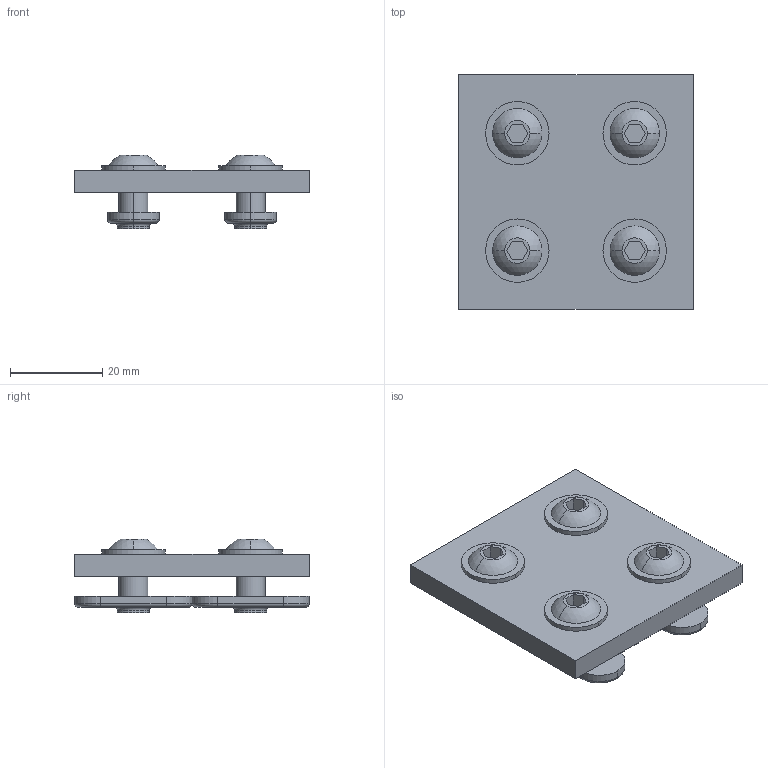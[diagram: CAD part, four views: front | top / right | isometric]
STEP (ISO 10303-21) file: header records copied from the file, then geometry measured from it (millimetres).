
FILE_DESCRIPTION (( 'STEP AP203' ), '1' );
FILE_NAME ('653100.SLDASM.step', '2003-10-13T11:23:49', ( 'Jerry Winters' ), ( 'GoEngineer' ), 'SwSTEP 2.0', 'SolidWorks 2003174', '' );
FILE_SCHEMA (( 'CONFIG_CONTROL_DESIGN' ));
Length unit declared in the file: inch
Products named in the file (5): 653100.SLDASM; Joining Plate (STD)_653100; 651130; FBHSCS_651136; 651163
Assembly tree (7 placements, depth 3):
  653100.SLDASM
    651130  x4
      FBHSCS_651136
      651163
    Joining Plate (STD)_653100
Bounding box: 50.8 x 50.8 x 16 mm (x, y, z)
Volume: 16426.5 mm3; surface area: 11603.8 mm2
Topology: 9 solids, 9 shells, 158 faces, 344 edges, 220 vertices
Faces by surface type: plane 70, cylinder 60, torus 20, sphere 8
Entity records: 2070 total; most frequent: DIRECTION 291, CARTESIAN_POINT 247, ORIENTED_EDGE 226, AXIS2_PLACEMENT_3D 117, EDGE_CURVE 113, VERTEX_POINT 73, EDGE_LOOP 64, LINE 57
